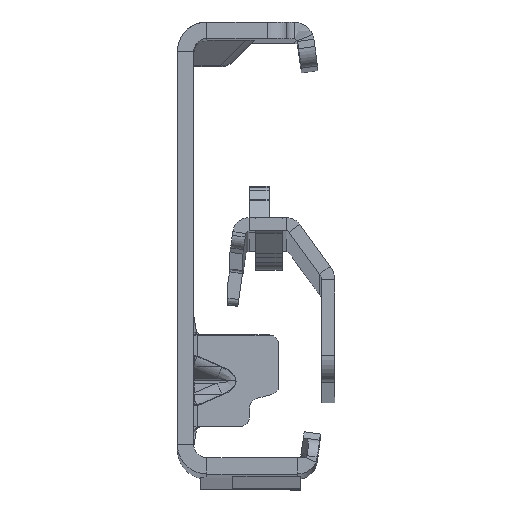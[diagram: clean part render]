
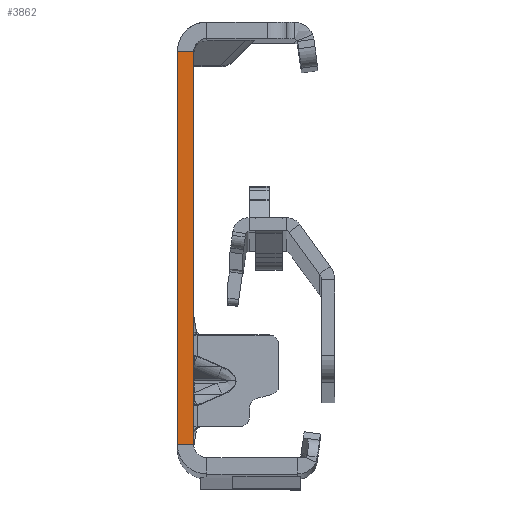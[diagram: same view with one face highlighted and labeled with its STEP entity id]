
A CAD part, top view. The second image highlights one B-rep face of the part: STEP entity #3862.
In plain terms, the highlighted planar face has unit normal (0, 0, 1).
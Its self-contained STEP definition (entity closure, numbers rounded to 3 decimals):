
#1887 = VERTEX_POINT ( 'NONE', #15323 ) ;
#2676 = LINE ( 'NONE', #28394, #28306 ) ;
#3862 = ADVANCED_FACE ( 'NONE', ( #26019 ), #17630, .T. ) ;
#5140 = LINE ( 'NONE', #38953, #5935 ) ;
#5935 = VECTOR ( 'NONE', #43198, 1000. ) ;
#6092 = EDGE_CURVE ( 'NONE', #43549, #28399, #2676, .T. ) ;
#9633 = CARTESIAN_POINT ( 'NONE',  ( -2.5, -30., 0. ) ) ;
#11130 = EDGE_CURVE ( 'NONE', #1887, #44238, #5140, .T. ) ;
#13639 = ORIENTED_EDGE ( 'NONE', *, *, #35972, .F. ) ;
#15323 = CARTESIAN_POINT ( 'NONE',  ( 0., 30., 0. ) ) ;
#15626 = AXIS2_PLACEMENT_3D ( 'NONE', #44572, #36864, #33163 ) ;
#17630 = PLANE ( 'NONE',  #15626 ) ;
#17780 = DIRECTION ( 'NONE',  ( -1., 0., 0. ) ) ;
#21555 = ORIENTED_EDGE ( 'NONE', *, *, #31275, .T. ) ;
#21606 = CARTESIAN_POINT ( 'NONE',  ( -2.5, -32., 0. ) ) ;
#21855 = DIRECTION ( 'NONE',  ( 0., -1., 0. ) ) ;
#26019 = FACE_OUTER_BOUND ( 'NONE', #47522, .T. ) ;
#26689 = LINE ( 'NONE', #41767, #45067 ) ;
#28306 = VECTOR ( 'NONE', #17780, 1000. ) ;
#28394 = CARTESIAN_POINT ( 'NONE',  ( 0., -30., 0. ) ) ;
#28399 = VERTEX_POINT ( 'NONE', #9633 ) ;
#28761 = LINE ( 'NONE', #21606, #37243 ) ;
#31275 = EDGE_CURVE ( 'NONE', #44238, #28399, #28761, .T. ) ;
#31678 = CARTESIAN_POINT ( 'NONE',  ( -2.5, 30., 0. ) ) ;
#33163 = DIRECTION ( 'NONE',  ( 1., 0., 0. ) ) ;
#34777 = DIRECTION ( 'NONE',  ( 0., -1., 0. ) ) ;
#35972 = EDGE_CURVE ( 'NONE', #1887, #43549, #26689, .T. ) ;
#36864 = DIRECTION ( 'NONE',  ( 0., 0., 1. ) ) ;
#37243 = VECTOR ( 'NONE', #21855, 1000. ) ;
#38953 = CARTESIAN_POINT ( 'NONE',  ( 0., 30., 0. ) ) ;
#39887 = ORIENTED_EDGE ( 'NONE', *, *, #6092, .F. ) ;
#40503 = CARTESIAN_POINT ( 'NONE',  ( 0., -30., 0. ) ) ;
#41767 = CARTESIAN_POINT ( 'NONE',  ( 0., -32., 0. ) ) ;
#43198 = DIRECTION ( 'NONE',  ( -1., 0., 0. ) ) ;
#43549 = VERTEX_POINT ( 'NONE', #40503 ) ;
#44238 = VERTEX_POINT ( 'NONE', #31678 ) ;
#44362 = ORIENTED_EDGE ( 'NONE', *, *, #11130, .T. ) ;
#44572 = CARTESIAN_POINT ( 'NONE',  ( -2.5, -32., 0. ) ) ;
#45067 = VECTOR ( 'NONE', #34777, 1000. ) ;
#47522 = EDGE_LOOP ( 'NONE', ( #13639, #44362, #21555, #39887 ) ) ;
